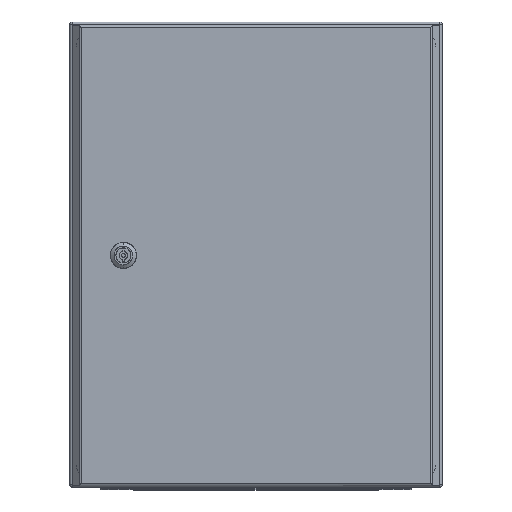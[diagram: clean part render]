
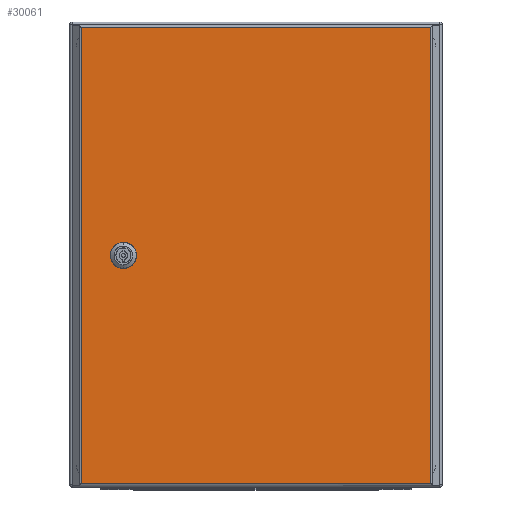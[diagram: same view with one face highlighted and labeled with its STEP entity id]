
A CAD part, top view. The second image highlights one B-rep face of the part: STEP entity #30061.
In plain terms, the highlighted planar face has unit normal (0, 0, 1).
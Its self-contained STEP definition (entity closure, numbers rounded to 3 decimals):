
#550 = AXIS2_PLACEMENT_3D ( 'NONE', #5157, #5149, #5158 ) ;
#5149 = DIRECTION ( 'NONE',  ( 0., 0., 1. ) ) ;
#5157 = CARTESIAN_POINT ( 'NONE',  ( 0., 0., 15. ) ) ;
#5158 = DIRECTION ( 'NONE',  ( 1., 0., 0. ) ) ;
#5171 = PLANE ( 'NONE',  #550 ) ;
#10410 = EDGE_LOOP ( 'NONE', ( #19518, #19446, #19524, #19447 ) ) ;
#10453 = EDGE_LOOP ( 'NONE', ( #19451, #19517, #19526, #19452, #19540, #19536, #19445, #19558 ) ) ;
#16159 = EDGE_CURVE ( 'NONE', #29246, #29276, #24361, .T. ) ;
#16211 = EDGE_CURVE ( 'NONE', #29248, #28106, #24447, .T. ) ;
#16227 = EDGE_CURVE ( 'NONE', #29241, #29246, #24531, .T. ) ;
#16241 = EDGE_CURVE ( 'NONE', #29243, #29254, #24496, .T. ) ;
#16257 = EDGE_CURVE ( 'NONE', #28106, #29241, #24554, .T. ) ;
#16263 = EDGE_CURVE ( 'NONE', #29254, #29242, #24572, .T. ) ;
#16277 = EDGE_CURVE ( 'NONE', #29230, #29270, #24564, .T. ) ;
#16286 = EDGE_CURVE ( 'NONE', #29270, #29248, #24557, .T. ) ;
#16316 = EDGE_CURVE ( 'NONE', #29242, #29263, #24637, .T. ) ;
#16318 = EDGE_CURVE ( 'NONE', #29276, #28096, #24616, .T. ) ;
#16321 = EDGE_CURVE ( 'NONE', #28096, #29230, #24634, .T. ) ;
#16323 = EDGE_CURVE ( 'NONE', #29263, #29243, #23597, .T. ) ;
#19445 = ORIENTED_EDGE ( 'NONE', *, *, #16321, .F. ) ;
#19446 = ORIENTED_EDGE ( 'NONE', *, *, #16263, .T. ) ;
#19447 = ORIENTED_EDGE ( 'NONE', *, *, #16323, .T. ) ;
#19451 = ORIENTED_EDGE ( 'NONE', *, *, #16159, .F. ) ;
#19452 = ORIENTED_EDGE ( 'NONE', *, *, #16211, .F. ) ;
#19517 = ORIENTED_EDGE ( 'NONE', *, *, #16227, .F. ) ;
#19518 = ORIENTED_EDGE ( 'NONE', *, *, #16241, .T. ) ;
#19524 = ORIENTED_EDGE ( 'NONE', *, *, #16316, .T. ) ;
#19526 = ORIENTED_EDGE ( 'NONE', *, *, #16257, .F. ) ;
#19536 = ORIENTED_EDGE ( 'NONE', *, *, #16277, .F. ) ;
#19540 = ORIENTED_EDGE ( 'NONE', *, *, #16286, .F. ) ;
#19558 = ORIENTED_EDGE ( 'NONE', *, *, #16318, .F. ) ;
#23549 = VECTOR ( 'NONE', #26785, 1000. ) ;
#23567 = VECTOR ( 'NONE', #26782, 1000. ) ;
#23597 = LINE ( 'NONE', #26801, #23549 ) ;
#24361 = LINE ( 'NONE', #25305, #24364 ) ;
#24364 = VECTOR ( 'NONE', #25340, 1000. ) ;
#24441 = VECTOR ( 'NONE', #25437, 1000. ) ;
#24447 = LINE ( 'NONE', #25400, #24441 ) ;
#24495 = VECTOR ( 'NONE', #25521, 1000. ) ;
#24496 = LINE ( 'NONE', #25534, #24519 ) ;
#24519 = VECTOR ( 'NONE', #25562, 1000. ) ;
#24531 = LINE ( 'NONE', #25473, #24495 ) ;
#24554 = LINE ( 'NONE', #25580, #24574 ) ;
#24557 = LINE ( 'NONE', #26722, #24562 ) ;
#24562 = VECTOR ( 'NONE', #26738, 1000. ) ;
#24564 = LINE ( 'NONE', #25646, #24577 ) ;
#24572 = LINE ( 'NONE', #25589, #24581 ) ;
#24574 = VECTOR ( 'NONE', #25586, 1000. ) ;
#24577 = VECTOR ( 'NONE', #25612, 1000. ) ;
#24581 = VECTOR ( 'NONE', #25614, 1000. ) ;
#24616 = LINE ( 'NONE', #26777, #24633 ) ;
#24622 = VECTOR ( 'NONE', #26812, 1000. ) ;
#24633 = VECTOR ( 'NONE', #26784, 1000. ) ;
#24634 = LINE ( 'NONE', #26796, #23567 ) ;
#24637 = LINE ( 'NONE', #26790, #24622 ) ;
#25305 = CARTESIAN_POINT ( 'NONE',  ( 148.25, 10.25, 15. ) ) ;
#25340 = DIRECTION ( 'NONE',  ( -1., 0., 0. ) ) ;
#25400 = CARTESIAN_POINT ( 'NONE',  ( 152.75, -5.75, 15. ) ) ;
#25437 = DIRECTION ( 'NONE',  ( 0.707, 0.707, 0. ) ) ;
#25473 = CARTESIAN_POINT ( 'NONE',  ( 152.75, 5.75, 15. ) ) ;
#25521 = DIRECTION ( 'NONE',  ( -0.707, 0.707, 0. ) ) ;
#25534 = CARTESIAN_POINT ( 'NONE',  ( -189., 245.1, 15. ) ) ;
#25562 = DIRECTION ( 'NONE',  ( -1., 0., 0. ) ) ;
#25580 = CARTESIAN_POINT ( 'NONE',  ( 152.75, -5.75, 15. ) ) ;
#25586 = DIRECTION ( 'NONE',  ( 0., 1., 0. ) ) ;
#25589 = CARTESIAN_POINT ( 'NONE',  ( -188.006, -247.5, 15. ) ) ;
#25612 = DIRECTION ( 'NONE',  ( 0.707, -0.707, 0. ) ) ;
#25614 = DIRECTION ( 'NONE',  ( 0., -1., 0. ) ) ;
#25646 = CARTESIAN_POINT ( 'NONE',  ( 136.75, -10.25, 15. ) ) ;
#26722 = CARTESIAN_POINT ( 'NONE',  ( 148.25, -10.25, 15. ) ) ;
#26738 = DIRECTION ( 'NONE',  ( 1., 0., 0. ) ) ;
#26777 = CARTESIAN_POINT ( 'NONE',  ( 136.75, 10.25, 15. ) ) ;
#26782 = DIRECTION ( 'NONE',  ( 0., -1., 0. ) ) ;
#26784 = DIRECTION ( 'NONE',  ( -0.707, -0.707, 0. ) ) ;
#26785 = DIRECTION ( 'NONE',  ( 0., 1., 0. ) ) ;
#26790 = CARTESIAN_POINT ( 'NONE',  ( 189., -245.1, 15. ) ) ;
#26796 = CARTESIAN_POINT ( 'NONE',  ( 132.25, -5.75, 15. ) ) ;
#26801 = CARTESIAN_POINT ( 'NONE',  ( 188.006, 247.5, 15. ) ) ;
#26812 = DIRECTION ( 'NONE',  ( 1., 0., 0. ) ) ;
#27109 = CARTESIAN_POINT ( 'NONE',  ( 132.25, -5.75, 15. ) ) ;
#27112 = CARTESIAN_POINT ( 'NONE',  ( 152.75, 5.75, 15. ) ) ;
#27139 = CARTESIAN_POINT ( 'NONE',  ( 136.75, -10.25, 15. ) ) ;
#27147 = CARTESIAN_POINT ( 'NONE',  ( -188.006, 245.1, 15. ) ) ;
#27154 = CARTESIAN_POINT ( 'NONE',  ( 188.006, 245.1, 15. ) ) ;
#27161 = CARTESIAN_POINT ( 'NONE',  ( 188.006, -245.1, 15. ) ) ;
#27165 = CARTESIAN_POINT ( 'NONE',  ( -188.006, -245.1, 15. ) ) ;
#27170 = CARTESIAN_POINT ( 'NONE',  ( 136.75, 10.25, 15. ) ) ;
#27174 = CARTESIAN_POINT ( 'NONE',  ( 148.25, -10.25, 15. ) ) ;
#27176 = CARTESIAN_POINT ( 'NONE',  ( 148.25, 10.25, 15. ) ) ;
#27953 = CARTESIAN_POINT ( 'NONE',  ( 152.75, -5.75, 15. ) ) ;
#27963 = CARTESIAN_POINT ( 'NONE',  ( 132.25, 5.75, 15. ) ) ;
#28096 = VERTEX_POINT ( 'NONE', #27963 ) ;
#28106 = VERTEX_POINT ( 'NONE', #27953 ) ;
#29230 = VERTEX_POINT ( 'NONE', #27109 ) ;
#29241 = VERTEX_POINT ( 'NONE', #27112 ) ;
#29242 = VERTEX_POINT ( 'NONE', #27165 ) ;
#29243 = VERTEX_POINT ( 'NONE', #27154 ) ;
#29246 = VERTEX_POINT ( 'NONE', #27176 ) ;
#29248 = VERTEX_POINT ( 'NONE', #27174 ) ;
#29254 = VERTEX_POINT ( 'NONE', #27147 ) ;
#29263 = VERTEX_POINT ( 'NONE', #27161 ) ;
#29270 = VERTEX_POINT ( 'NONE', #27139 ) ;
#29276 = VERTEX_POINT ( 'NONE', #27170 ) ;
#30061 = ADVANCED_FACE ( 'NONE', ( #33650, #33679 ), #5171, .T. ) ;
#33650 = FACE_BOUND ( 'NONE', #10453, .T. ) ;
#33679 = FACE_OUTER_BOUND ( 'NONE', #10410, .T. ) ;
